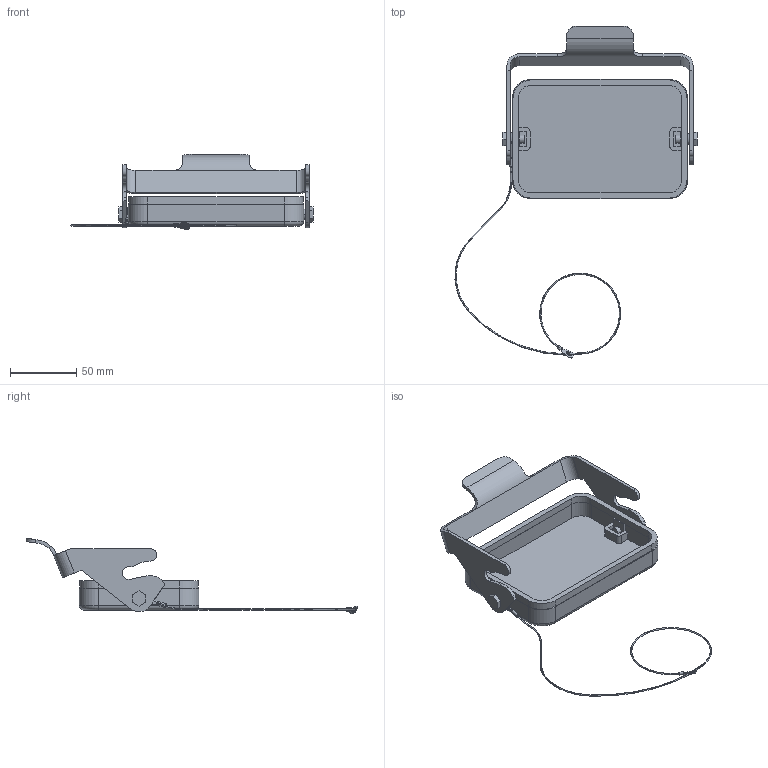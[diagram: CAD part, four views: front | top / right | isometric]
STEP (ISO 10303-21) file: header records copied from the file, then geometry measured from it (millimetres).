
FILE_DESCRIPTION(('Creo Elements/Direct Modeling STEP Export'),'2;1');
FILE_NAME('0ln7uvk5ail40fg1140','2021-05-05T10:16:03',(''),(''),'Creo Elements/Direct Modeling STEP processor for AP214 (Solid Model)','Creo Elements/Direct Modeling 20.1B 02-Apr-2019 (C) Parametric Technology GmbH','');
FILE_SCHEMA(('AUTOMOTIVE_DESIGN { 1 0 10303 214 1 1 1 1 }'));
Length unit declared in the file: millimetre
Products named in the file (2): CHC_48_LG
Assembly tree (1 placements, depth 2):
  CHC_48_LG
    CHC_48_LG
Bounding box: 182.12 x 249.76 x 56.68 mm (x, y, z)
Volume: 92522.8 mm3; surface area: 59969.6 mm2
Topology: 1 solids, 1 shells, 277 faces, 733 edges, 477 vertices
Faces by surface type: plane 146, cylinder 111, torus 20
Entity records: 10258 total; most frequent: CARTESIAN_POINT 2066, ORIENTED_EDGE 1472, DIRECTION 1438, EDGE_CURVE 733, AXIS2_PLACEMENT_3D 491, VERTEX_POINT 477, VECTOR 456, LINE 456
